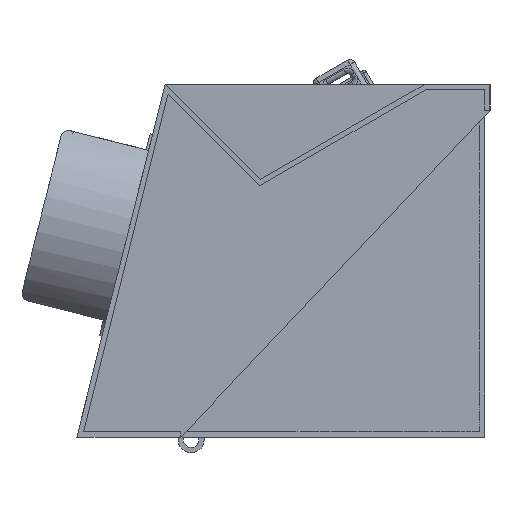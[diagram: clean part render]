
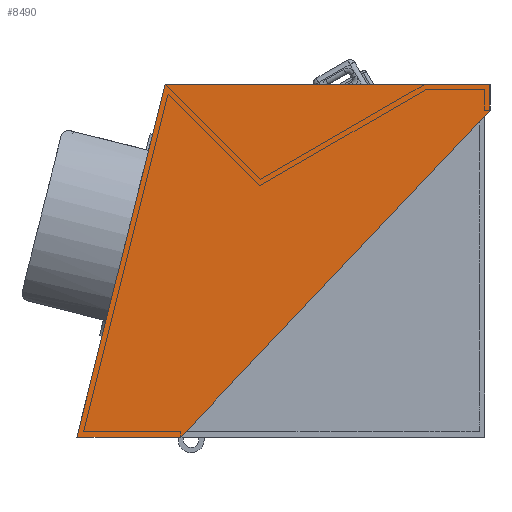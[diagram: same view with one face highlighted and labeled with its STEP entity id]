
A CAD part, left-side view. The second image highlights one B-rep face of the part: STEP entity #8490.
In plain terms, the highlighted planar face has unit normal (-1, 0, 0).
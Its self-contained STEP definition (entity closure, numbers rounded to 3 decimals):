
#700 = DIRECTION ( 'NONE',  ( 0., 0.687, -0.726 ) ) ;
#1002 = DIRECTION ( 'NONE',  ( 0., 0., -1. ) ) ;
#1097 = CARTESIAN_POINT ( 'NONE',  ( -332.3, 138.5, 155.5 ) ) ;
#1339 = VERTEX_POINT ( 'NONE', #20635 ) ;
#1978 = DIRECTION ( 'NONE',  ( 0., -1., 0. ) ) ;
#3156 = CARTESIAN_POINT ( 'NONE',  ( -332.3, 19.5, 281.309 ) ) ;
#3411 = VERTEX_POINT ( 'NONE', #3156 ) ;
#3799 = ORIENTED_EDGE ( 'NONE', *, *, #14454, .F. ) ;
#4362 = LINE ( 'NONE', #22329, #15398 ) ;
#4609 = ORIENTED_EDGE ( 'NONE', *, *, #23885, .F. ) ;
#4914 = EDGE_CURVE ( 'NONE', #3411, #21193, #23866, .T. ) ;
#5382 = ORIENTED_EDGE ( 'NONE', *, *, #14794, .F. ) ;
#5391 = LINE ( 'NONE', #15727, #24585 ) ;
#6031 = CARTESIAN_POINT ( 'NONE',  ( -332.3, 178.5, 155.5 ) ) ;
#7051 = FACE_OUTER_BOUND ( 'NONE', #14833, .T. ) ;
#7188 = VERTEX_POINT ( 'NONE', #16928 ) ;
#8441 = LINE ( 'NONE', #6031, #15099 ) ;
#8490 = ADVANCED_FACE ( 'NONE', ( #7051 ), #10572, .T. ) ;
#9715 = VECTOR ( 'NONE', #14610, 1000. ) ;
#10572 = PLANE ( 'NONE',  #12472 ) ;
#12155 = ORIENTED_EDGE ( 'NONE', *, *, #4914, .F. ) ;
#12472 = AXIS2_PLACEMENT_3D ( 'NONE', #15331, #16145, #13727 ) ;
#13727 = DIRECTION ( 'NONE',  ( 0., 0., 1. ) ) ;
#14454 = EDGE_CURVE ( 'NONE', #1339, #19072, #4362, .T. ) ;
#14610 = DIRECTION ( 'NONE',  ( 0., -0.243, 0.97 ) ) ;
#14794 = EDGE_CURVE ( 'NONE', #19072, #3411, #5391, .T. ) ;
#14833 = EDGE_LOOP ( 'NONE', ( #5382, #3799, #16515, #4609, #12155 ) ) ;
#15099 = VECTOR ( 'NONE', #19623, 1000. ) ;
#15331 = CARTESIAN_POINT ( 'NONE',  ( -332.3, 19.5, 291.309 ) ) ;
#15398 = VECTOR ( 'NONE', #1978, 1000. ) ;
#15727 = CARTESIAN_POINT ( 'NONE',  ( -332.3, 19.5, 281.309 ) ) ;
#16145 = DIRECTION ( 'NONE',  ( -1., 0., 0. ) ) ;
#16515 = ORIENTED_EDGE ( 'NONE', *, *, #23560, .F. ) ;
#16928 = CARTESIAN_POINT ( 'NONE',  ( -332.3, 178.5, 155.5 ) ) ;
#18233 = CARTESIAN_POINT ( 'NONE',  ( -332.3, 138.5, 155.5 ) ) ;
#19040 = LINE ( 'NONE', #22257, #9715 ) ;
#19072 = VERTEX_POINT ( 'NONE', #22517 ) ;
#19623 = DIRECTION ( 'NONE',  ( 0., 1., 0. ) ) ;
#20635 = CARTESIAN_POINT ( 'NONE',  ( -332.3, 144.5, 291.309 ) ) ;
#21193 = VERTEX_POINT ( 'NONE', #1097 ) ;
#22257 = CARTESIAN_POINT ( 'NONE',  ( -332.3, 144.5, 291.309 ) ) ;
#22329 = CARTESIAN_POINT ( 'NONE',  ( -332.3, 19.5, 291.309 ) ) ;
#22517 = CARTESIAN_POINT ( 'NONE',  ( -332.3, 19.5, 291.309 ) ) ;
#22592 = VECTOR ( 'NONE', #700, 1000. ) ;
#23560 = EDGE_CURVE ( 'NONE', #7188, #1339, #19040, .T. ) ;
#23866 = LINE ( 'NONE', #18233, #22592 ) ;
#23885 = EDGE_CURVE ( 'NONE', #21193, #7188, #8441, .T. ) ;
#24585 = VECTOR ( 'NONE', #1002, 1000. ) ;
